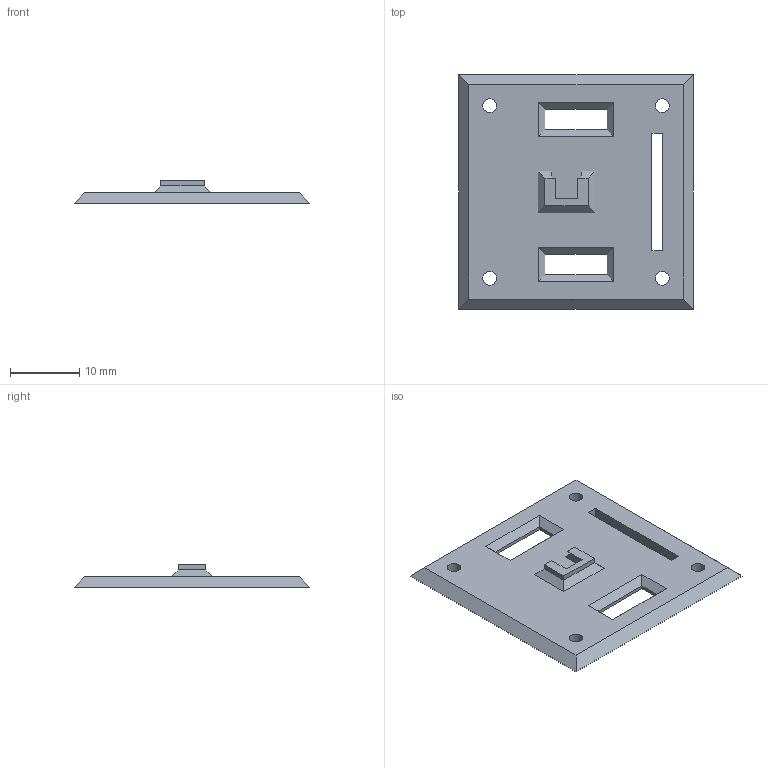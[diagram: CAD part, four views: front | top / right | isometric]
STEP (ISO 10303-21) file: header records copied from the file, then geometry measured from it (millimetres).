
FILE_DESCRIPTION(/* description */ (''),/* implementation_level */ '2;1');
FILE_NAME(/* name */ 'touch sensor_plate.stp',/* time_stamp */ '2015-02-25T11:43:27+01:00',/* author */ ('Przem'),/* organization */ (''),/* preprocessor_version */ 'ST-DEVELOPER v15.2',/* originating_system */ 'Autodesk Inventor 2014',/* authorisation */ '');
FILE_SCHEMA (('AUTOMOTIVE_DESIGN { 1 0 10303 214 3 1 1 }'));
Length unit declared in the file: millimetre
Products named in the file (1): touch sensor_plate
Bounding box: 34 x 34 x 3.25 mm (x, y, z)
Volume: 1452.4 mm3; surface area: 2392.8 mm2
Topology: 1 solids, 1 shells, 46 faces, 117 edges, 74 vertices
Faces by surface type: plane 42, cylinder 4
Full cylindrical faces by diameter (mm): 2 x4
Entity records: 1385 total; most frequent: CARTESIAN_POINT 234, ORIENTED_EDGE 226, DIRECTION 215, EDGE_CURVE 113, LINE 105, VECTOR 105, VERTEX_POINT 74, EDGE_LOOP 65
